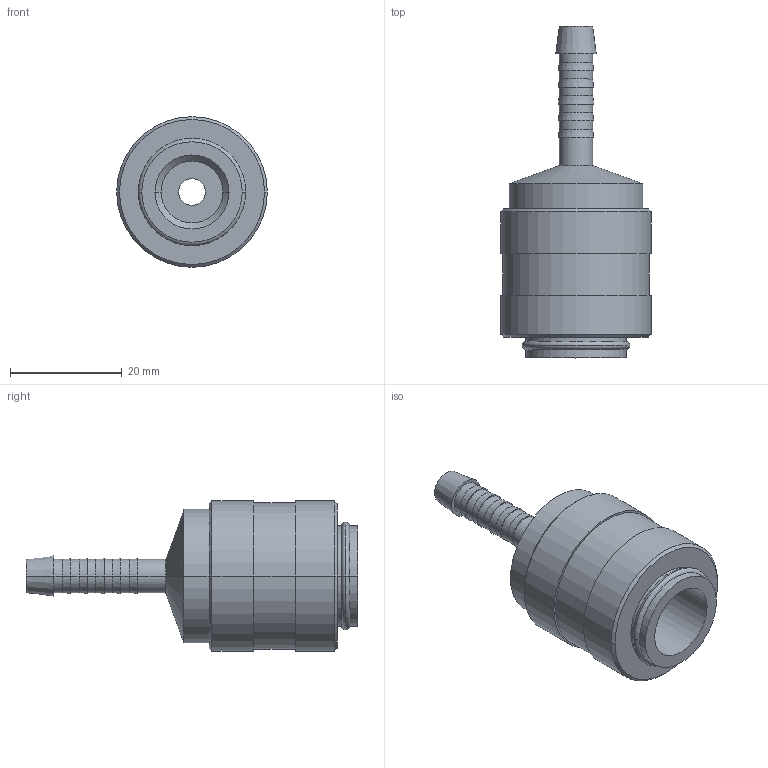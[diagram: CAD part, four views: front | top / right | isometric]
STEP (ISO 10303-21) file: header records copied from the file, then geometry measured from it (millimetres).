
FILE_DESCRIPTION(('STEP AP214'),'1');
FILE_NAME('esk_6_t.stp','2020-03-05T09:33:13',('TraceParts'),('TraceParts S.A.'),'Spatial InterOp 3D',' ',' ');
FILE_SCHEMA(('automotive_design'));
Length unit declared in the file: millimetre
Products named in the file (1): 1
Bounding box: 27 x 59.5 x 27 mm (x, y, z)
Volume: 14004.8 mm3; surface area: 5579.6 mm2
Topology: 1 solids, 1 shells, 67 faces, 134 edges, 80 vertices
Faces by surface type: cylinder 30, cone 20, plane 13, torus 4
Entity records: 2304 total; most frequent: DIRECTION 354, CARTESIAN_POINT 282, ORIENTED_EDGE 268, AXIS2_PLACEMENT_3D 152, EDGE_CURVE 134, CIRCLE 84, EDGE_LOOP 80, VERTEX_POINT 80
